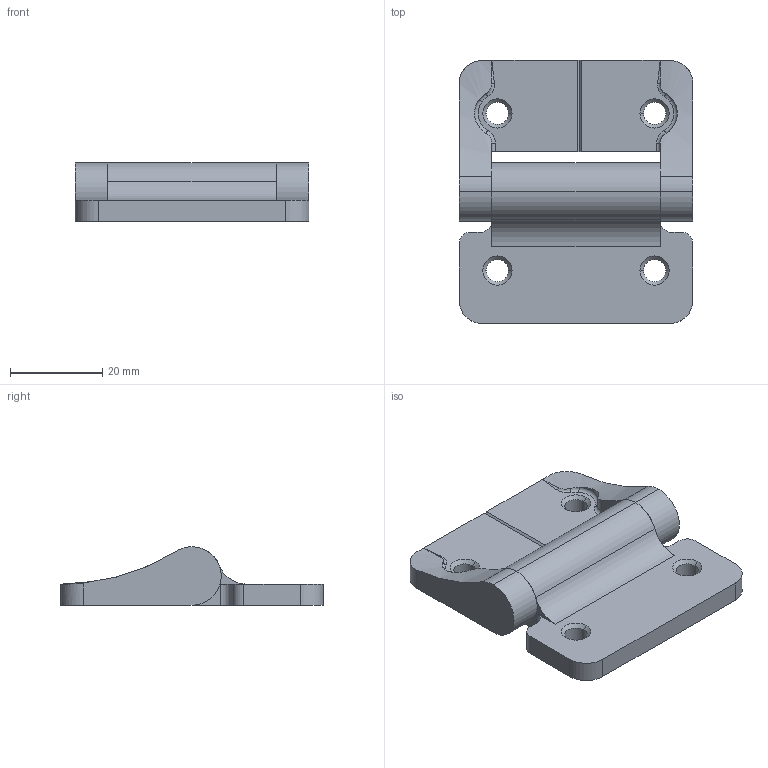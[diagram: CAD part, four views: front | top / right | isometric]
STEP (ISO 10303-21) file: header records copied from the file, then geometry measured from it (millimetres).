
FILE_DESCRIPTION (( 'STEP AP203' ), '1' );
FILE_NAME ('2190A12.step', '2013-01-17T20:30:48', ( 'Admin' ), ( 'Microsoft' ), 'SwSTEP 2.0', 'SolidWorks 2012', '' );
FILE_SCHEMA (( 'CONFIG_CONTROL_DESIGN' ));
Length unit declared in the file: inch
Products named in the file (1): 2190A12
Bounding box: 50.8 x 57.15 x 12.7 mm (x, y, z)
Volume: 16886.5 mm3; surface area: 8415.5 mm2
Topology: 3 solids, 3 shells, 77 faces, 199 edges, 126 vertices
Faces by surface type: cylinder 32, plane 27, cone 8, bspline 6, torus 4
Entity records: 2663 total; most frequent: CARTESIAN_POINT 689, DIRECTION 403, ORIENTED_EDGE 394, EDGE_CURVE 197, AXIS2_PLACEMENT_3D 151, VERTEX_POINT 126, VECTOR 101, LINE 101
